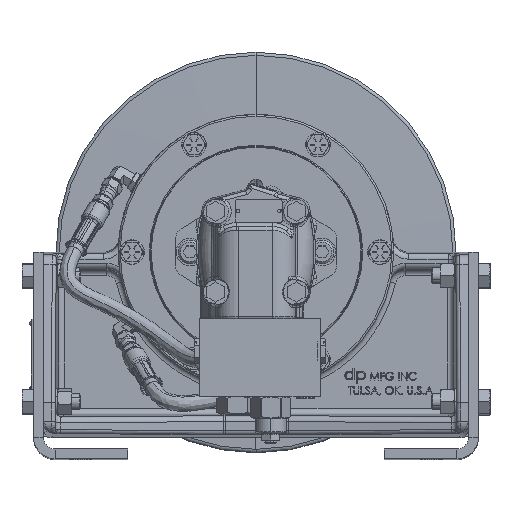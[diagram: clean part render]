
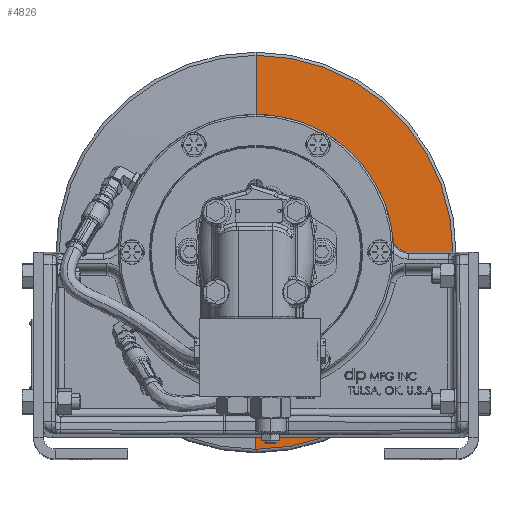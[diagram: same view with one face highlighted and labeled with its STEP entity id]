
A CAD part, top view. The second image highlights one B-rep face of the part: STEP entity #4826.
In plain terms, the highlighted conical face has half-angle 88.5 degrees and reference radius 115.888 mm.
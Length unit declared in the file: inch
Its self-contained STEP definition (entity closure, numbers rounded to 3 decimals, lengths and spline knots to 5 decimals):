
#821=CARTESIAN_POINT('',(0.,0.,-3.62651));
#822=DIRECTION('',(0.,0.,1.));
#823=DIRECTION('',(0.392,-0.92,0.));
#824=AXIS2_PLACEMENT_3D('',#821,#822,#823);
#984=CARTESIAN_POINT('',(1.12628,-2.64165,-3.62651));
#992=DIRECTION('',(0.,-1.,-0.026));
#993=VECTOR('',#992,0.05598);
#994=CARTESIAN_POINT('',(0.,-3.87827,
-3.65287));
#995=LINE('',#994,#993);
#996=CARTESIAN_POINT('',(1.126,-3.52094,-3.64812));
#997=CARTESIAN_POINT('',(1.12599,-3.53488,-3.64847));
#998=CARTESIAN_POINT('',(1.12428,-3.55551,-3.64896));
#999=CARTESIAN_POINT('',(1.1186,-3.58244,-3.64959));
#1000=CARTESIAN_POINT('',(1.11261,-3.60241,
-3.65004));
#1001=CARTESIAN_POINT('',(1.10502,-3.62183,
-3.65047));
#1002=CARTESIAN_POINT('',(1.09592,-3.64037,
-3.65087));
#1003=CARTESIAN_POINT('',(1.08531,-3.6581,
-3.65123));
#1004=CARTESIAN_POINT('',(1.07316,-3.67502,
-3.65157));
#1005=CARTESIAN_POINT('',(1.05962,-3.69092,
-3.65187));
#1006=CARTESIAN_POINT('',(1.04494,-3.70551,
-3.65213));
#1007=CARTESIAN_POINT('',(1.02916,-3.71881,
-3.65236));
#1008=CARTESIAN_POINT('',(1.0122,-3.73086,
-3.65254));
#1009=CARTESIAN_POINT('',(0.9942,-3.7415,
-3.65269));
#1010=CARTESIAN_POINT('',(0.96931,-3.75355,
-3.65283));
#1011=CARTESIAN_POINT('',(0.94968,-3.76023,
-3.65287));
#1012=CARTESIAN_POINT('',(0.93613,-3.7636,
-3.65287));
#1014=CARTESIAN_POINT('',(1.12628,-2.64165,
-3.62651));
#1015=CARTESIAN_POINT('',(1.12625,-2.73971,
-3.62892));
#1016=CARTESIAN_POINT('',(1.12619,-2.93559,
-3.63372));
#1017=CARTESIAN_POINT('',(1.12609,-3.22869,
-3.64095));
#1018=CARTESIAN_POINT('',(1.12603,-3.4236,
-3.64572));
#1019=CARTESIAN_POINT('',(1.126,-3.52094,
-3.64812));
#1021=DIRECTION('',(0.,-1.,0.026));
#1022=VECTOR('',#1021,3.3827);
#1023=CARTESIAN_POINT('',(0.,6.25327,-3.71506));
#1024=LINE('',#1023,#1022);
#1025=DIRECTION('',(0.,-1.,-0.026));
#1026=VECTOR('',#1025,1.81967);
#1027=CARTESIAN_POINT('',(0.,-4.43423,
-3.66743));
#1028=LINE('',#1027,#1026);
#1029=CARTESIAN_POINT('',(3.37302,-4.43493,
-3.69722));
#1030=CARTESIAN_POINT('',(2.81075,-4.43477,
-3.6883));
#1031=CARTESIAN_POINT('',(1.6863,-4.43439,
-3.67323));
#1032=CARTESIAN_POINT('',(0.56211,-4.43423,
-3.66743));
#1033=CARTESIAN_POINT('',(0.,-4.43423,
-3.66743));
#1035=CARTESIAN_POINT('',(3.37279,-3.93504,
-3.68703));
#1036=CARTESIAN_POINT('',(3.4033,-3.93505,
-3.68755));
#1037=CARTESIAN_POINT('',(3.4599,-3.94537,
-3.68873));
#1038=CARTESIAN_POINT('',(3.5373,-3.99004,
-3.69094));
#1039=CARTESIAN_POINT('',(3.59259,-4.05595,
-3.6932));
#1040=CARTESIAN_POINT('',(3.62351,-4.13752,
-3.69533));
#1041=CARTESIAN_POINT('',(3.62463,-4.2264,
-3.69711));
#1042=CARTESIAN_POINT('',(3.59527,-4.30965,
-3.69828));
#1043=CARTESIAN_POINT('',(3.5401,-4.3778,
-3.69874));
#1044=CARTESIAN_POINT('',(3.46177,-4.42424,
-3.69841));
#1045=CARTESIAN_POINT('',(3.40392,-4.43494,
-3.69771));
#1046=CARTESIAN_POINT('',(3.37302,-4.43493,
-3.69722));
#1048=CARTESIAN_POINT('',(0.,-3.93423,
-3.65434));
#1049=CARTESIAN_POINT('',(0.56208,-3.93423,
-3.65434));
#1050=CARTESIAN_POINT('',(1.68621,-3.93445,
-3.66092));
#1051=CARTESIAN_POINT('',(2.81053,-3.93486,
-3.67744));
#1052=CARTESIAN_POINT('',(3.37279,-3.93504,
-3.68703));
#1109=CARTESIAN_POINT('',(0.,0.,-3.65287));
#1110=DIRECTION('',(0.,0.,1.));
#1111=DIRECTION('',(0.,-1.,0.));
#1112=AXIS2_PLACEMENT_3D('',#1109,#1110,#1111);
#1158=CARTESIAN_POINT('',(3.37279,-3.93504,
-3.68703));
#1277=CARTESIAN_POINT('',(3.37302,-4.43493,
-3.69722));
#1706=CARTESIAN_POINT('',(0.,0.,-3.71506));
#1707=DIRECTION('',(0.,0.,-1.));
#1708=DIRECTION('',(0.,1.,0.));
#1709=AXIS2_PLACEMENT_3D('',#1706,#1707,#1708);
#1875=VERTEX_POINT('',#984);
#1908=CARTESIAN_POINT('',(1.126,-3.52093,
-3.64813));
#1909=VERTEX_POINT('',#1908);
#1910=CARTESIAN_POINT('',(0.,2.87173,-3.62651));
#1911=VERTEX_POINT('',#1910);
#1948=CARTESIAN_POINT('',(0.,-6.25327,
-3.71506));
#1949=CARTESIAN_POINT('',(0.,6.25327,-3.71506));
#1950=VERTEX_POINT('',#1948);
#1951=VERTEX_POINT('',#1949);
#1962=CARTESIAN_POINT('',(0.,-3.87827,
-3.65287));
#1963=CARTESIAN_POINT('',(0.,-3.93423,
-3.65434));
#1964=VERTEX_POINT('',#1962);
#1965=VERTEX_POINT('',#1963);
#1973=CARTESIAN_POINT('',(0.93613,-3.76359,
-3.65287));
#1974=VERTEX_POINT('',#1973);
#1993=VERTEX_POINT('',#1158);
#2015=CARTESIAN_POINT('',(0.,-4.43423,
-3.66743));
#2016=VERTEX_POINT('',#2015);
#2022=VERTEX_POINT('',#1277);
#4799=CARTESIAN_POINT('',(0.,0.,-3.67079));
#4800=DIRECTION('',(0.,0.,-1.));
#4801=DIRECTION('',(0.,1.,0.));
#4802=AXIS2_PLACEMENT_3D('',#4799,#4800,#4801);
#4803=CONICAL_SURFACE('',#4802,4.5625,88.5);
#4805=ORIENTED_EDGE('',*,*,#4804,.F.);
#4807=ORIENTED_EDGE('',*,*,#4806,.T.);
#4809=ORIENTED_EDGE('',*,*,#4808,.F.);
#4810=ORIENTED_EDGE('',*,*,#4783,.F.);
#4811=ORIENTED_EDGE('',*,*,#4026,.T.);
#4813=ORIENTED_EDGE('',*,*,#4812,.F.);
#4815=ORIENTED_EDGE('',*,*,#4814,.T.);
#4817=ORIENTED_EDGE('',*,*,#4816,.F.);
#4819=ORIENTED_EDGE('',*,*,#4818,.F.);
#4821=ORIENTED_EDGE('',*,*,#4820,.F.);
#4823=ORIENTED_EDGE('',*,*,#4822,.F.);
#4824=EDGE_LOOP('',(#4805,#4807,#4809,#4810,#4811,#4813,#4815,#4817,#4819,#4821,
#4823));
#4825=FACE_OUTER_BOUND('',#4824,.F.);
#825=CIRCLE('',#824,2.87173);
#1013=B_SPLINE_CURVE_WITH_KNOTS('',3,(#996,#997,#998,#999,#1000,#1001,#1002,
#1003,#1004,#1005,#1006,#1007,#1008,#1009,#1010,#1011,#1012),.UNSPECIFIED.,.F.,
.F.,(4,1,1,1,1,1,1,1,1,1,1,1,1,1,4),(0.,0.125,0.1875,
0.25,0.3125,0.375,0.4375,
0.5,0.5625,0.625,0.6875,
0.75,0.8125,0.875,1.),.UNSPECIFIED.);
#1020=B_SPLINE_CURVE_WITH_KNOTS('',3,(#1014,#1015,#1016,#1017,#1018,#1019),
.UNSPECIFIED.,.F.,.F.,(4,1,1,4),(0.,0.33333,0.66667,1.),
.UNSPECIFIED.);
#1034=B_SPLINE_CURVE_WITH_KNOTS('',3,(#1029,#1030,#1031,#1032,#1033),
.UNSPECIFIED.,.F.,.F.,(4,1,4),(0.,0.49999,1.),.UNSPECIFIED.);
#1047=B_SPLINE_CURVE_WITH_KNOTS('',3,(#1035,#1036,#1037,#1038,#1039,#1040,#1041,
#1042,#1043,#1044,#1045,#1046),.UNSPECIFIED.,.F.,.F.,(4,1,1,1,1,1,1,1,1,4),
(0.,0.11111,0.22222,0.33333,0.44444,
0.55556,0.66667,0.77778,0.88889,1.),
.UNSPECIFIED.);
#1053=B_SPLINE_CURVE_WITH_KNOTS('',3,(#1048,#1049,#1050,#1051,#1052),
.UNSPECIFIED.,.F.,.F.,(4,1,4),(0.,0.50001,1.),.UNSPECIFIED.);
#1113=CIRCLE('',#1112,3.87827);
#1710=CIRCLE('',#1709,6.25327);
#4026=EDGE_CURVE('',#1875,#1911,#825,.T.);
#4783=EDGE_CURVE('',#1875,#1909,#1020,.T.);
#4804=EDGE_CURVE('',#1964,#1965,#995,.T.);
#4806=EDGE_CURVE('',#1964,#1974,#1113,.T.);
#4808=EDGE_CURVE('',#1909,#1974,#1013,.T.);
#4812=EDGE_CURVE('',#1951,#1911,#1024,.T.);
#4814=EDGE_CURVE('',#1951,#1950,#1710,.T.);
#4816=EDGE_CURVE('',#2016,#1950,#1028,.T.);
#4818=EDGE_CURVE('',#2022,#2016,#1034,.T.);
#4820=EDGE_CURVE('',#1993,#2022,#1047,.T.);
#4822=EDGE_CURVE('',#1965,#1993,#1053,.T.);
#4826=ADVANCED_FACE('',(#4825),#4803,.T.);
